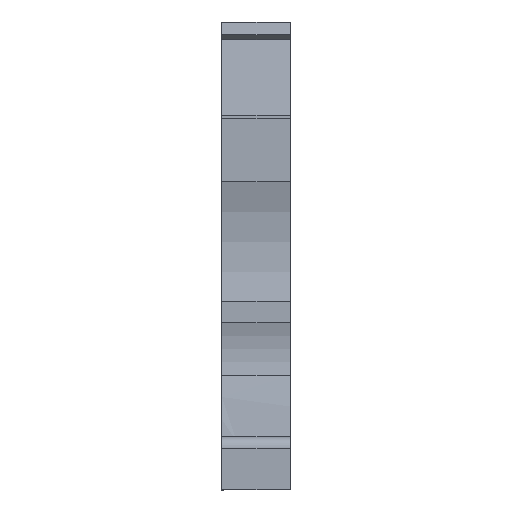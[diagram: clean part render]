
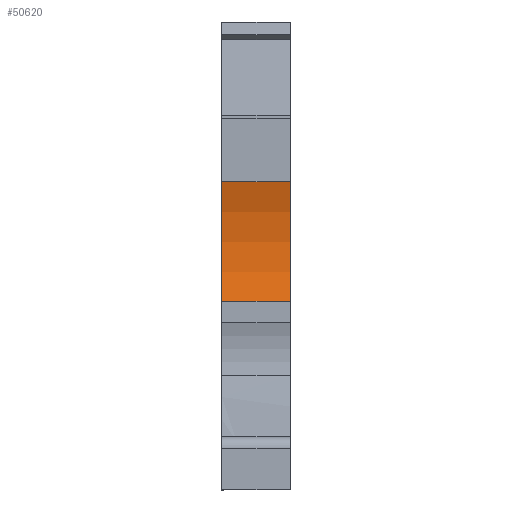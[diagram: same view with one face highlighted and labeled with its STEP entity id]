
A CAD part, front view. The second image highlights one B-rep face of the part: STEP entity #50620.
In plain terms, the highlighted cylindrical face has radius 15 mm (diameter 30 mm), a partial arc.
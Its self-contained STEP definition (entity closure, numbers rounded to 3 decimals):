
#4570=CARTESIAN_POINT('',(8.742,18.233,
-5.15));
#4580=VERTEX_POINT('',#4570);
#4610=CARTESIAN_POINT('',(-4.912,12.023,
-5.15));
#4620=DIRECTION('',(0.,0.,1.));
#4630=DIRECTION('',(0.993,0.122,
0.));
#4640=AXIS2_PLACEMENT_3D('',#4610,#4620,#4630);
#4650=CIRCLE('',#4640,15.);
#4660=CARTESIAN_POINT('',(9.839,9.301,
-5.15));
#4670=VERTEX_POINT('',#4660);
#4680=EDGE_CURVE('',#4670,#4580,#4650,.T.);
#7520=CARTESIAN_POINT('',(9.839,9.301,
0.));
#7530=VERTEX_POINT('',#7520);
#7560=CARTESIAN_POINT('',(-4.912,12.023,
0.));
#7570=DIRECTION('',(0.,0.,1.));
#7580=DIRECTION('',(0.993,0.122,
0.));
#7590=AXIS2_PLACEMENT_3D('',#7560,#7570,#7580);
#7600=CIRCLE('',#7590,15.);
#7610=CARTESIAN_POINT('',(8.742,18.233,
0.));
#7620=VERTEX_POINT('',#7610);
#7630=EDGE_CURVE('',#7530,#7620,#7600,.T.);
#50410=CARTESIAN_POINT('',(-4.912,12.023,
-5.15));
#50420=DIRECTION('',(0.,0.,1.));
#50430=DIRECTION('',(0.993,0.122,
0.));
#50440=AXIS2_PLACEMENT_3D('',#50410,#50420,#50430);
#50450=CYLINDRICAL_SURFACE('',#50440,15.);
#50460=CARTESIAN_POINT('',(8.742,18.233,
-5.15));
#50470=DIRECTION('',(0.,0.,-1.));
#50480=VECTOR('',#50470,1.);
#50490=LINE('',#50460,#50480);
#50500=EDGE_CURVE('',#7620,#4580,#50490,.T.);
#50510=ORIENTED_EDGE('',*,*,#50500,.T.);
#50520=ORIENTED_EDGE('',*,*,#7630,.T.);
#50530=CARTESIAN_POINT('',(9.839,9.301,
-5.15));
#50540=DIRECTION('',(0.,0.,1.));
#50550=VECTOR('',#50540,1.);
#50560=LINE('',#50530,#50550);
#50570=EDGE_CURVE('',#4670,#7530,#50560,.T.);
#50580=ORIENTED_EDGE('',*,*,#50570,.T.);
#50590=ORIENTED_EDGE('',*,*,#4680,.F.);
#50600=EDGE_LOOP('',(#50590,#50580,#50520,#50510));
#50610=FACE_OUTER_BOUND('',#50600,.T.);
#50620=ADVANCED_FACE('',(#50610),#50450,.F.);
